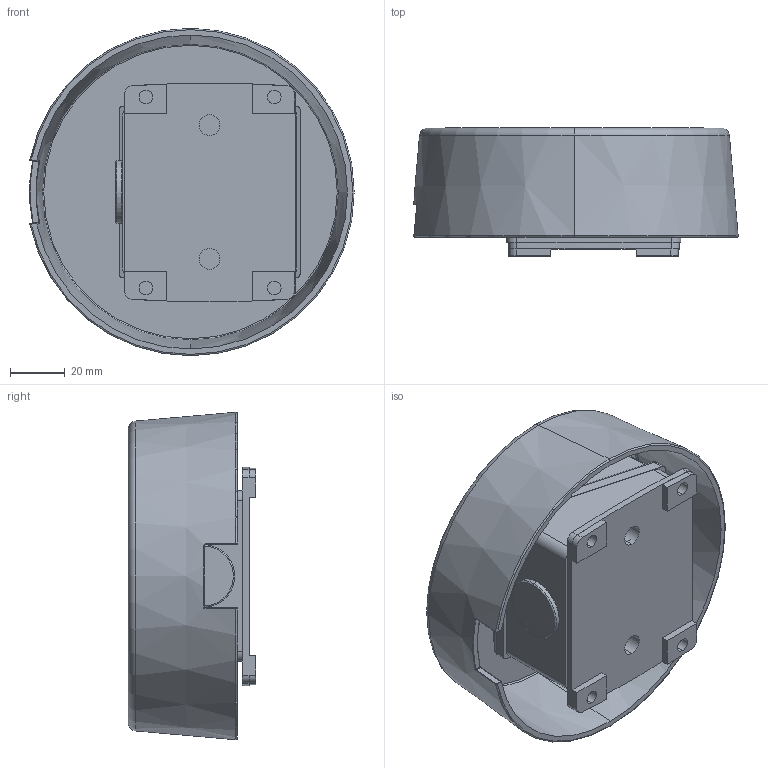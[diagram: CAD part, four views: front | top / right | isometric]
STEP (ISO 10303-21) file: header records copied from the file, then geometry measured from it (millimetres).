
FILE_DESCRIPTION (( 'STEP AP214' ), '1' );
FILE_NAME ('ÄÒÑ3005.STEP', '2016-07-13T05:30:54', ( 'Ëåíî÷êèí' ), ( '' ), 'SwSTEP 2.0', 'SolidWorks 2016', '' );
FILE_SCHEMA (( 'AUTOMOTIVE_DESIGN' ));
Length unit declared in the file: millimetre
Products named in the file (6): ﾄﾒﾑ3005_cap; ﾄﾒﾑ3005_screw; ﾄﾒﾑ3005_mounting; ﾄﾒﾑ03005_topsens; ﾄﾒﾑ3005_top; ﾄﾒﾑ3005
Assembly tree (6 placements, depth 2):
  ﾄﾒﾑ3005
    ﾄﾒﾑ3005_top
    ﾄﾒﾑ03005_topsens
    ﾄﾒﾑ3005_mounting
    ﾄﾒﾑ3005_screw  x2
    ﾄﾒﾑ3005_cap
Bounding box: 118.77 x 46.81 x 119.91 mm (x, y, z)
Volume: 159298.3 mm3; surface area: 83379.6 mm2
Topology: 6 solids, 6 shells, 562 faces, 1410 edges, 876 vertices
Faces by surface type: plane 231, cylinder 193, torus 60, bspline 50, cone 16, sphere 12
Entity records: 19747 total; most frequent: CARTESIAN_POINT 7089, ORIENTED_EDGE 2290, DIRECTION 2064, EDGE_CURVE 1145, VERTEX_POINT 717, AXIS2_PLACEMENT_3D 711, LINE 642, VECTOR 642
